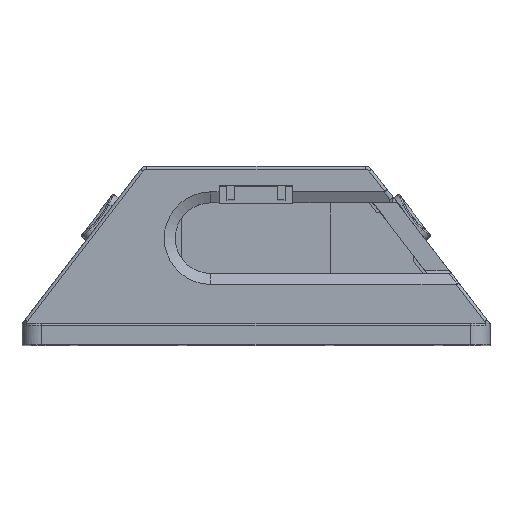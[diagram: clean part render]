
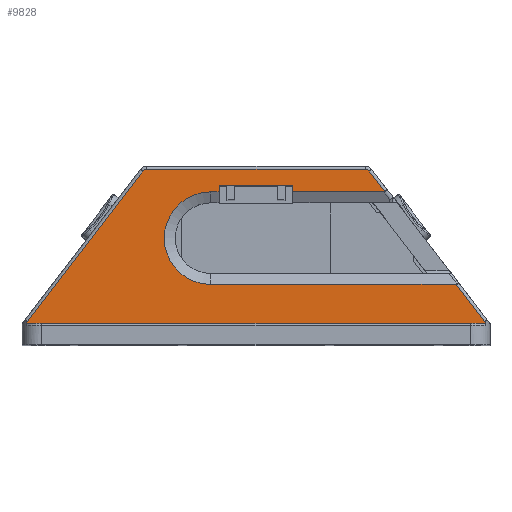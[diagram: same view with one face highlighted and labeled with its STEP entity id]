
A CAD part, top view. The second image highlights one B-rep face of the part: STEP entity #9828.
In plain terms, the highlighted planar face has unit normal (0, 0, 1).
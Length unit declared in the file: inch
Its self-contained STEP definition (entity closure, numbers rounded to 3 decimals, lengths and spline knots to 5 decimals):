
#98=B_SPLINE_CURVE_WITH_KNOTS('',3,(#14258,#14259,#14260,#14261,#14262,
#14263,#14264,#14265,#14266,#14267),.UNSPECIFIED.,.F.,.F.,(4,2,2,2,4),(0.,
0.00923,0.02003,0.0312,0.04441),
 .UNSPECIFIED.);
#99=B_SPLINE_CURVE_WITH_KNOTS('',3,(#14278,#14279,#14280,#14281,#14282,
#14283,#14284,#14285,#14286,#14287),.UNSPECIFIED.,.F.,.F.,(4,2,2,2,4),(0.13737,
0.15059,0.16175,0.17255,0.18179),
 .UNSPECIFIED.);
#256=PLANE('',#10541);
#617=FACE_OUTER_BOUND('',#1188,.T.);
#1188=EDGE_LOOP('',(#7098,#7099,#7100,#7101,#7102,#7103,#7104,#7105,#7106,
#7107,#7108,#7109,#7110,#7111,#7112,#7113,#7114,#7115,#7116));
#1717=ELLIPSE('',#10509,0.04843,0.02);
#1816=LINE('',#14292,#2773);
#1821=LINE('',#14321,#2778);
#1969=LINE('',#15641,#2926);
#1975=LINE('',#15682,#2932);
#1982=LINE('',#15706,#2939);
#1983=LINE('',#15708,#2940);
#1992=LINE('',#15727,#2949);
#1994=LINE('',#15731,#2951);
#1995=LINE('',#15735,#2952);
#1996=LINE('',#15737,#2953);
#1997=LINE('',#15739,#2954);
#1998=LINE('',#15740,#2955);
#1999=LINE('',#15741,#2956);
#2773=VECTOR('',#11360,0.3937);
#2778=VECTOR('',#11373,0.3937);
#2926=VECTOR('',#11867,0.3937);
#2932=VECTOR('',#11915,0.3937);
#2939=VECTOR('',#11948,0.3937);
#2940=VECTOR('',#11951,0.3937);
#2949=VECTOR('',#11968,0.3937);
#2951=VECTOR('',#11972,0.3937);
#2952=VECTOR('',#11975,0.3937);
#2953=VECTOR('',#11976,0.3937);
#2954=VECTOR('',#11977,0.3937);
#2955=VECTOR('',#11978,0.3937);
#2956=VECTOR('',#11979,0.3937);
#3770=CIRCLE('',#10513,0.03);
#3774=CIRCLE('',#10518,0.03);
#3783=CIRCLE('',#10542,0.295);
#4066=VERTEX_POINT('',#14255);
#4067=VERTEX_POINT('',#14257);
#4070=VERTEX_POINT('',#14276);
#4071=VERTEX_POINT('',#14277);
#4072=VERTEX_POINT('',#14291);
#4078=VERTEX_POINT('',#14320);
#4264=VERTEX_POINT('',#15640);
#4268=VERTEX_POINT('',#15655);
#4269=VERTEX_POINT('',#15657);
#4272=VERTEX_POINT('',#15665);
#4273=VERTEX_POINT('',#15666);
#4276=VERTEX_POINT('',#15674);
#4277=VERTEX_POINT('',#15675);
#4288=VERTEX_POINT('',#15726);
#4289=VERTEX_POINT('',#15730);
#4290=VERTEX_POINT('',#15732);
#4291=VERTEX_POINT('',#15734);
#4292=VERTEX_POINT('',#15736);
#4293=VERTEX_POINT('',#15738);
#5021=EDGE_CURVE('',#4066,#4067,#98,.F.);
#5026=EDGE_CURVE('',#4070,#4071,#99,.F.);
#5029=EDGE_CURVE('',#4070,#4072,#1816,.T.);
#5037=EDGE_CURVE('',#4078,#4067,#1821,.T.);
#5314=EDGE_CURVE('',#4264,#4072,#1969,.T.);
#5323=EDGE_CURVE('',#4268,#4269,#1717,.T.);
#5327=EDGE_CURVE('',#4272,#4273,#3770,.T.);
#5331=EDGE_CURVE('',#4276,#4277,#3774,.T.);
#5335=EDGE_CURVE('',#4277,#4268,#1975,.T.);
#5348=EDGE_CURVE('',#4273,#4276,#1982,.T.);
#5349=EDGE_CURVE('',#4078,#4272,#1983,.T.);
#5359=EDGE_CURVE('',#4269,#4288,#1992,.T.);
#5361=EDGE_CURVE('',#4289,#4264,#1994,.T.);
#5362=EDGE_CURVE('',#4290,#4289,#3783,.T.);
#5363=EDGE_CURVE('',#4291,#4290,#1995,.T.);
#5364=EDGE_CURVE('',#4291,#4292,#1996,.T.);
#5365=EDGE_CURVE('',#4292,#4293,#1997,.T.);
#5366=EDGE_CURVE('',#4293,#4288,#1998,.T.);
#5367=EDGE_CURVE('',#4066,#4071,#1999,.T.);
#7098=ORIENTED_EDGE('',*,*,#5314,.F.);
#7099=ORIENTED_EDGE('',*,*,#5361,.F.);
#7100=ORIENTED_EDGE('',*,*,#5362,.F.);
#7101=ORIENTED_EDGE('',*,*,#5363,.F.);
#7102=ORIENTED_EDGE('',*,*,#5364,.T.);
#7103=ORIENTED_EDGE('',*,*,#5365,.T.);
#7104=ORIENTED_EDGE('',*,*,#5366,.T.);
#7105=ORIENTED_EDGE('',*,*,#5359,.F.);
#7106=ORIENTED_EDGE('',*,*,#5323,.F.);
#7107=ORIENTED_EDGE('',*,*,#5335,.F.);
#7108=ORIENTED_EDGE('',*,*,#5331,.F.);
#7109=ORIENTED_EDGE('',*,*,#5348,.F.);
#7110=ORIENTED_EDGE('',*,*,#5327,.F.);
#7111=ORIENTED_EDGE('',*,*,#5349,.F.);
#7112=ORIENTED_EDGE('',*,*,#5037,.T.);
#7113=ORIENTED_EDGE('',*,*,#5021,.F.);
#7114=ORIENTED_EDGE('',*,*,#5367,.T.);
#7115=ORIENTED_EDGE('',*,*,#5026,.F.);
#7116=ORIENTED_EDGE('',*,*,#5029,.T.);
#9828=ADVANCED_FACE('',(#617),#256,.T.);
#10509=AXIS2_PLACEMENT_3D('',#15658,#11886,#11887);
#10513=AXIS2_PLACEMENT_3D('',#15667,#11895,#11896);
#10518=AXIS2_PLACEMENT_3D('',#15676,#11905,#11906);
#10541=AXIS2_PLACEMENT_3D('',#15729,#11970,#11971);
#10542=AXIS2_PLACEMENT_3D('',#15733,#11973,#11974);
#11360=DIRECTION('',(0.,1.,0.));
#11373=DIRECTION('',(0.,-1.,0.));
#11867=DIRECTION('',(0.608,-0.794,0.));
#11886=DIRECTION('center_axis',(0.,0.,-1.));
#11887=DIRECTION('ref_axis',(0.608,-0.794,0.));
#11895=DIRECTION('center_axis',(0.,0.,-1.));
#11896=DIRECTION('ref_axis',(-0.442,0.897,0.));
#11905=DIRECTION('center_axis',(0.,0.,-1.));
#11906=DIRECTION('ref_axis',(0.442,0.897,0.));
#11915=DIRECTION('',(0.608,-0.794,0.));
#11948=DIRECTION('',(1.,0.,0.));
#11951=DIRECTION('',(0.608,0.794,0.));
#11968=DIRECTION('',(-1.,0.,0.));
#11970=DIRECTION('center_axis',(0.,0.,1.));
#11971=DIRECTION('ref_axis',(1.,0.,0.));
#11972=DIRECTION('',(1.,0.,0.));
#11973=DIRECTION('center_axis',(0.,0.,1.));
#11974=DIRECTION('ref_axis',(0.,1.,0.));
#11975=DIRECTION('',(-1.,0.,0.));
#11976=DIRECTION('',(0.,1.,0.));
#11977=DIRECTION('',(1.,0.,0.));
#11978=DIRECTION('',(0.,-1.,0.));
#11979=DIRECTION('',(1.,0.,0.));
#14255=CARTESIAN_POINT('',(-1.45011,0.13565,0.));
#14257=CARTESIAN_POINT('',(-1.46355,0.12565,0.));
#14258=CARTESIAN_POINT('Ctrl Pts',(-1.46355,0.12565,0.));
#14259=CARTESIAN_POINT('Ctrl Pts',(-1.46355,0.12686,
0.));
#14260=CARTESIAN_POINT('Ctrl Pts',(-1.46318,0.12827,0.));
#14261=CARTESIAN_POINT('Ctrl Pts',(-1.46197,0.1306,
0.));
#14262=CARTESIAN_POINT('Ctrl Pts',(-1.46083,0.13187,
0.));
#14263=CARTESIAN_POINT('Ctrl Pts',(-1.45853,0.1336,
0.));
#14264=CARTESIAN_POINT('Ctrl Pts',(-1.45696,0.13438,
0.));
#14265=CARTESIAN_POINT('Ctrl Pts',(-1.45391,0.13536,
0.));
#14266=CARTESIAN_POINT('Ctrl Pts',(-1.45185,0.13565,0.));
#14267=CARTESIAN_POINT('Ctrl Pts',(-1.45011,0.13565,0.));
#14276=CARTESIAN_POINT('',(1.46355,0.12565,0.));
#14277=CARTESIAN_POINT('',(1.45011,0.13565,0.));
#14278=CARTESIAN_POINT('Ctrl Pts',(1.45011,0.13565,0.));
#14279=CARTESIAN_POINT('Ctrl Pts',(1.45185,0.13565,0.));
#14280=CARTESIAN_POINT('Ctrl Pts',(1.45391,0.13536,0.));
#14281=CARTESIAN_POINT('Ctrl Pts',(1.45696,0.13438,0.));
#14282=CARTESIAN_POINT('Ctrl Pts',(1.45853,0.1336,0.));
#14283=CARTESIAN_POINT('Ctrl Pts',(1.46083,0.13187,0.));
#14284=CARTESIAN_POINT('Ctrl Pts',(1.46197,0.1306,0.));
#14285=CARTESIAN_POINT('Ctrl Pts',(1.46318,0.12827,0.));
#14286=CARTESIAN_POINT('Ctrl Pts',(1.46355,0.12686,0.));
#14287=CARTESIAN_POINT('Ctrl Pts',(1.46355,0.12565,0.));
#14291=CARTESIAN_POINT('',(1.46355,0.14055,0.));
#14292=CARTESIAN_POINT('',(1.46355,0.,0.));
#14320=CARTESIAN_POINT('',(-1.46355,0.14055,0.));
#14321=CARTESIAN_POINT('',(-1.46355,0.,0.));
#15640=CARTESIAN_POINT('',(1.27613,0.385,0.));
#15641=CARTESIAN_POINT('',(0.71051,1.12277,0.));
#15655=CARTESIAN_POINT('',(0.82236,0.97688,0.));
#15657=CARTESIAN_POINT('',(0.81619,0.975,0.));
#15658=CARTESIAN_POINT('Origin',(0.79289,1.01531,0.));
#15665=CARTESIAN_POINT('',(-0.72164,1.10825,0.));
#15666=CARTESIAN_POINT('',(-0.69783,1.12,0.));
#15667=CARTESIAN_POINT('Origin',(-0.69783,1.09,0.));
#15674=CARTESIAN_POINT('',(0.69783,1.12,0.));
#15675=CARTESIAN_POINT('',(0.72164,1.10825,0.));
#15676=CARTESIAN_POINT('Origin',(0.69783,1.09,0.));
#15682=CARTESIAN_POINT('',(0.71051,1.12277,0.));
#15706=CARTESIAN_POINT('',(-0.36125,1.12,0.));
#15708=CARTESIAN_POINT('',(-1.09551,0.62059,0.));
#15726=CARTESIAN_POINT('',(0.235,0.975,0.));
#15727=CARTESIAN_POINT('',(0.1175,0.975,0.));
#15729=CARTESIAN_POINT('Origin',(0.,0.57,
0.));
#15730=CARTESIAN_POINT('',(-0.29,0.385,0.));
#15731=CARTESIAN_POINT('',(0.62383,0.385,0.));
#15732=CARTESIAN_POINT('',(-0.29,0.975,0.));
#15733=CARTESIAN_POINT('Origin',(-0.29,0.68,0.));
#15734=CARTESIAN_POINT('',(-0.235,0.975,0.));
#15735=CARTESIAN_POINT('',(-0.145,0.975,0.));
#15736=CARTESIAN_POINT('',(-0.235,1.015,0.));
#15737=CARTESIAN_POINT('',(-0.235,0.7375,0.));
#15738=CARTESIAN_POINT('',(0.235,1.015,0.));
#15739=CARTESIAN_POINT('',(-0.1175,1.015,0.));
#15740=CARTESIAN_POINT('',(0.235,0.7925,0.));
#15741=CARTESIAN_POINT('',(0.,0.13565,0.));
